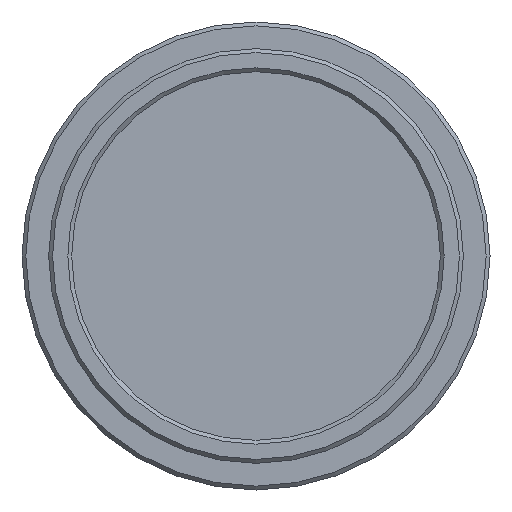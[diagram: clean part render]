
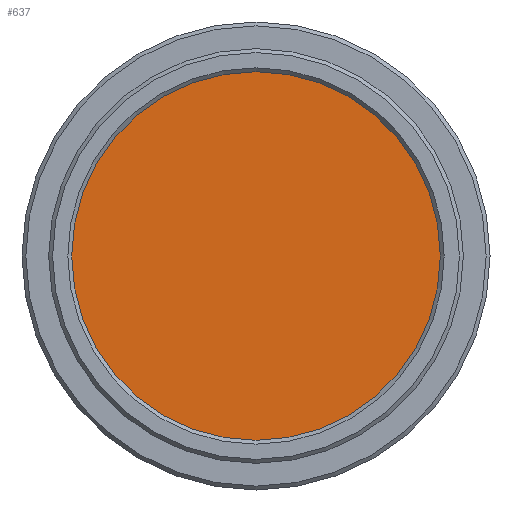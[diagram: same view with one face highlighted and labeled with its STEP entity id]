
A CAD part, left-side view. The second image highlights one B-rep face of the part: STEP entity #637.
In plain terms, the highlighted planar face has unit normal (-1, 0, 0).
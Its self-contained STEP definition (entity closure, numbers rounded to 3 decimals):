
#46=PLANE('',#732);
#84=FACE_OUTER_BOUND('',#121,.T.);
#121=EDGE_LOOP('',(#557));
#247=CIRCLE('',#733,12.7);
#307=VERTEX_POINT('',#1118);
#396=EDGE_CURVE('',#307,#307,#247,.T.);
#557=ORIENTED_EDGE('',*,*,#396,.F.);
#637=ADVANCED_FACE('',(#84),#46,.F.);
#732=AXIS2_PLACEMENT_3D('',#1117,#915,#916);
#733=AXIS2_PLACEMENT_3D('',#1119,#917,#918);
#915=DIRECTION('center_axis',(1.,0.,0.));
#916=DIRECTION('ref_axis',(0.,0.,-1.));
#917=DIRECTION('center_axis',(1.,0.,0.));
#918=DIRECTION('ref_axis',(0.,0.,-1.));
#1117=CARTESIAN_POINT('Origin',(-1.905,0.,0.));
#1118=CARTESIAN_POINT('',(-1.905,0.,12.7));
#1119=CARTESIAN_POINT('Origin',(-1.905,0.,0.));
